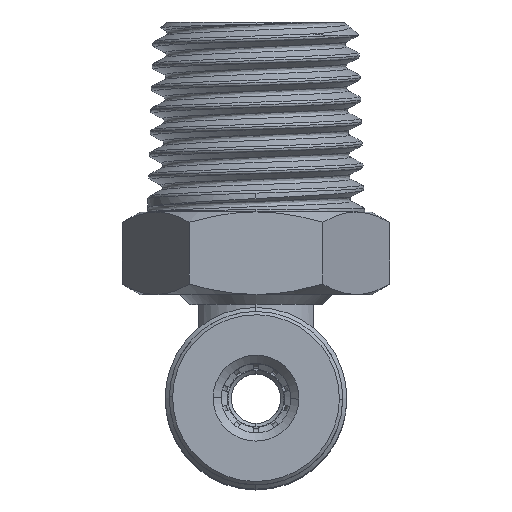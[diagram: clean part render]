
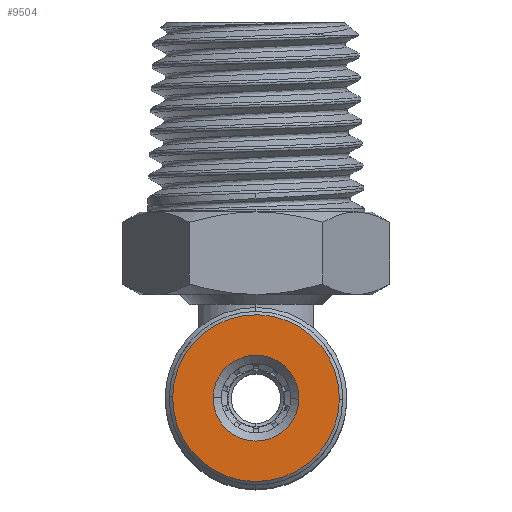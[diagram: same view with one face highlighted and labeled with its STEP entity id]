
A CAD part, top view. The second image highlights one B-rep face of the part: STEP entity #9504.
In plain terms, the highlighted planar face has unit normal (0, 0, 1).
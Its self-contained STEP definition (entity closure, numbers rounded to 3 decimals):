
#13 = EDGE_LOOP ( 'NONE', ( #22198, #34169 ) ) ;
#76 = AXIS2_PLACEMENT_3D ( 'NONE', #35933, #17621, #39036 ) ;
#685 = DIRECTION ( 'NONE',  ( 0., 0., 1. ) ) ;
#1032 = CARTESIAN_POINT ( 'NONE',  ( 2.599, -0.054, 14.49 ) ) ;
#1820 = VERTEX_POINT ( 'NONE', #31414 ) ;
#3147 = DIRECTION ( 'NONE',  ( -1., 0.021, 0. ) ) ;
#5967 = FACE_OUTER_BOUND ( 'NONE', #13, .T. ) ;
#6381 = CARTESIAN_POINT ( 'NONE',  ( 0., 0., 14.49 ) ) ;
#8514 = AXIS2_PLACEMENT_3D ( 'NONE', #6381, #27967, #9427 ) ;
#9427 = DIRECTION ( 'NONE',  ( -1., 0.021, 0. ) ) ;
#9504 = ADVANCED_FACE ( 'NONE', ( #37667, #5967 ), #20312, .T. ) ;
#9916 = CIRCLE ( 'NONE', #8514, 2.6 ) ;
#10058 = AXIS2_PLACEMENT_3D ( 'NONE', #18369, #39785, #21476 ) ;
#15164 = VERTEX_POINT ( 'NONE', #36590 ) ;
#17595 = EDGE_CURVE ( 'NONE', #31600, #1820, #37574, .T. ) ;
#17621 = DIRECTION ( 'NONE',  ( 0., 0., 1. ) ) ;
#18369 = CARTESIAN_POINT ( 'NONE',  ( 0., 0., 14.49 ) ) ;
#18445 = EDGE_LOOP ( 'NONE', ( #32046, #18890 ) ) ;
#18890 = ORIENTED_EDGE ( 'NONE', *, *, #19137, .T. ) ;
#19137 = EDGE_CURVE ( 'NONE', #20201, #15164, #9916, .T. ) ;
#19244 = CARTESIAN_POINT ( 'NONE',  ( 0., 0., 14.49 ) ) ;
#19425 = EDGE_CURVE ( 'NONE', #1820, #31600, #26345, .T. ) ;
#20201 = VERTEX_POINT ( 'NONE', #1032 ) ;
#20312 = PLANE ( 'NONE',  #76 ) ;
#21476 = DIRECTION ( 'NONE',  ( -1., 0.021, 0. ) ) ;
#21665 = DIRECTION ( 'NONE',  ( 0., 0., 1. ) ) ;
#22198 = ORIENTED_EDGE ( 'NONE', *, *, #19425, .T. ) ;
#22349 = DIRECTION ( 'NONE',  ( -1., 0.021, 0. ) ) ;
#22501 = AXIS2_PLACEMENT_3D ( 'NONE', #39968, #21665, #3147 ) ;
#24398 = EDGE_CURVE ( 'NONE', #15164, #20201, #37860, .T. ) ;
#26345 = CIRCLE ( 'NONE', #26416, 5.05 ) ;
#26416 = AXIS2_PLACEMENT_3D ( 'NONE', #19244, #685, #22349 ) ;
#27967 = DIRECTION ( 'NONE',  ( 0., 0., -1. ) ) ;
#31414 = CARTESIAN_POINT ( 'NONE',  ( 5.049, -0.106, 14.49 ) ) ;
#31600 = VERTEX_POINT ( 'NONE', #35305 ) ;
#32046 = ORIENTED_EDGE ( 'NONE', *, *, #24398, .T. ) ;
#34169 = ORIENTED_EDGE ( 'NONE', *, *, #17595, .T. ) ;
#35305 = CARTESIAN_POINT ( 'NONE',  ( -5.049, 0.106, 14.49 ) ) ;
#35933 = CARTESIAN_POINT ( 'NONE',  ( 0., 0., 14.49 ) ) ;
#36590 = CARTESIAN_POINT ( 'NONE',  ( -2.599, 0.054, 14.49 ) ) ;
#37574 = CIRCLE ( 'NONE', #22501, 5.05 ) ;
#37667 = FACE_BOUND ( 'NONE', #18445, .T. ) ;
#37860 = CIRCLE ( 'NONE', #10058, 2.6 ) ;
#39036 = DIRECTION ( 'NONE',  ( -1., 0.021, 0. ) ) ;
#39785 = DIRECTION ( 'NONE',  ( 0., 0., -1. ) ) ;
#39968 = CARTESIAN_POINT ( 'NONE',  ( 0., 0., 14.49 ) ) ;
